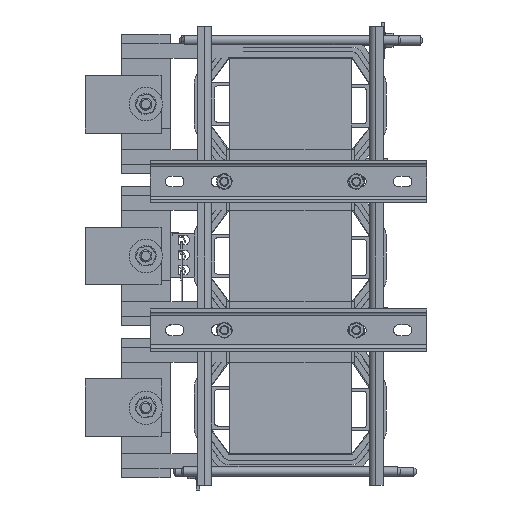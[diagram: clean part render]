
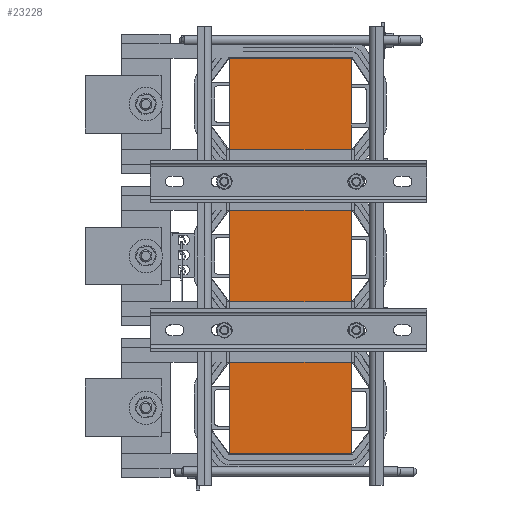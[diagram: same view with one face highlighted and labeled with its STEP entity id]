
A CAD part, left-side view. The second image highlights one B-rep face of the part: STEP entity #23228.
In plain terms, the highlighted planar face has unit normal (-1, 0, 0).
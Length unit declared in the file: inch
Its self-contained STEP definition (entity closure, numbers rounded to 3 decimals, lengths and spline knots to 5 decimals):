
#2387=FACE_OUTER_BOUND('',#3680,.T.);
#3680=EDGE_LOOP('',(#16489,#16490,#16491,#16492));
#5339=LINE('',#34134,#7705);
#5341=LINE('',#34139,#7707);
#5342=LINE('',#34140,#7708);
#5343=LINE('',#34141,#7709);
#7705=VECTOR('',#28006,0.3937);
#7707=VECTOR('',#28010,0.3937);
#7708=VECTOR('',#28011,0.3937);
#7709=VECTOR('',#28012,0.3937);
#10007=VERTEX_POINT('',#34131);
#10008=VERTEX_POINT('',#34133);
#10009=VERTEX_POINT('',#34137);
#10010=VERTEX_POINT('',#34138);
#12461=EDGE_CURVE('',#10008,#10007,#5339,.T.);
#12463=EDGE_CURVE('',#10009,#10010,#5341,.T.);
#12464=EDGE_CURVE('',#10010,#10008,#5342,.T.);
#12465=EDGE_CURVE('',#10009,#10007,#5343,.T.);
#16489=ORIENTED_EDGE('',*,*,#12463,.T.);
#16490=ORIENTED_EDGE('',*,*,#12464,.T.);
#16491=ORIENTED_EDGE('',*,*,#12461,.T.);
#16492=ORIENTED_EDGE('',*,*,#12465,.F.);
#22282=PLANE('',#25334);
#23228=ADVANCED_FACE('',(#2387),#22282,.T.);
#25334=AXIS2_PLACEMENT_3D('',#34136,#28008,#28009);
#28006=DIRECTION('',(0.,-1.,0.));
#28008=DIRECTION('center_axis',(-1.,0.,0.));
#28009=DIRECTION('ref_axis',(0.,0.,1.));
#28010=DIRECTION('',(0.,1.,0.));
#28011=DIRECTION('',(0.,0.,-1.));
#28012=DIRECTION('',(0.,0.,-1.));
#34131=CARTESIAN_POINT('',(-1.21835,-4.15155,-8.125));
#34133=CARTESIAN_POINT('',(-1.21835,0.84845,-8.125));
#34134=CARTESIAN_POINT('',(-1.21835,-4.15155,-8.125));
#34136=CARTESIAN_POINT('Origin',(-1.21835,-4.15155,0.));
#34137=CARTESIAN_POINT('',(-1.21835,-4.15155,8.125));
#34138=CARTESIAN_POINT('',(-1.21835,0.84845,8.125));
#34139=CARTESIAN_POINT('',(-1.21835,-4.15155,8.125));
#34140=CARTESIAN_POINT('',(-1.21835,0.84845,0.));
#34141=CARTESIAN_POINT('',(-1.21835,-4.15155,0.));
